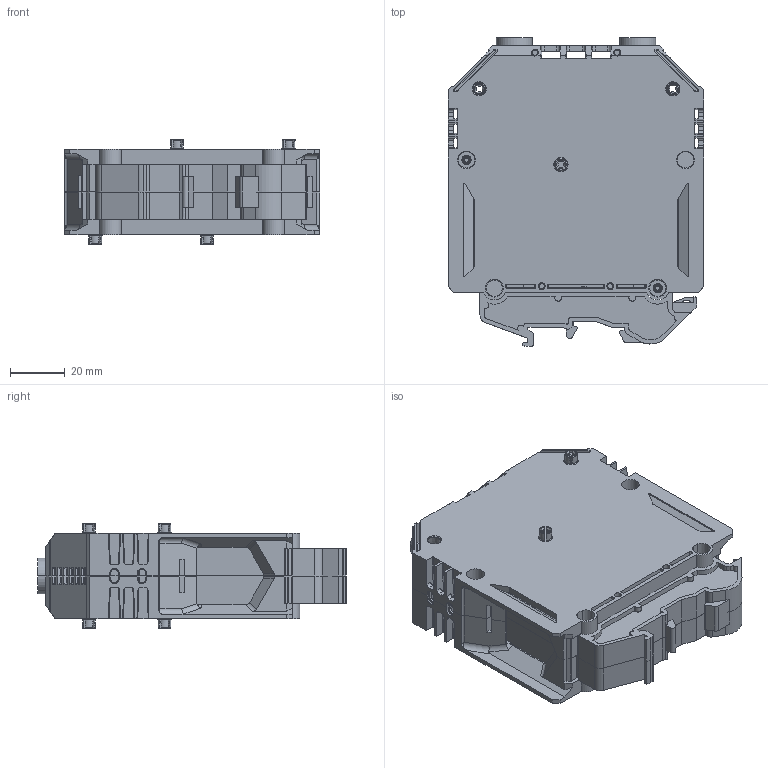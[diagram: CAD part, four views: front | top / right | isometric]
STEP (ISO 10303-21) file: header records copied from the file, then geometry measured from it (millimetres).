
FILE_DESCRIPTION(/* description */ (''),/* implementation_level */ '2;1');
FILE_NAME(/* name */ '1124_2_RK150_TS35_iso.stp',/* time_stamp */ '2010-06-18T08:25:17+02:00',/* author */ (''),/* organization */ (''),/* preprocessor_version */ 'ST-DEVELOPER v11',/* originating_system */ 'SIEMENS UGS NX 6.0',/* authorisation */ '');
FILE_SCHEMA (('AUTOMOTIVE_DESIGN { 1 0 10303 214 1 1 1 1 }'));
Products named in the file (2): 30er_fuss; rk150_info
Assembly tree (1 placements, depth 2):
  rk150_info
    30er_fuss
Bounding box: 93 x 112.5 x 38.3 mm (x, y, z)
Volume: 233149.2 mm3; surface area: 70224.3 mm2
Topology: 5 solids, 5 shells, 2049 faces, 5726 edges, 3698 vertices
Faces by surface type: plane 1096, cylinder 585, torus 120, cone 108, extrusion 86, sphere 44, bspline 10
Full cylindrical faces by diameter (mm): 2.414 x6, 2.5 x8, 2.761 x6, 2.961 x6, 3.2 x6, 3.4 x4, 3.448 x1, 4.596 x2, 5.56 x2, 6.5 x4
Entity records: 67018 total; most frequent: CARTESIAN_POINT 14232, DIRECTION 11051, ORIENTED_EDGE 10892, EDGE_CURVE 5446, AXIS2_PLACEMENT_3D 3730, VERTEX_POINT 3645, VECTOR 3591, LINE 3505
